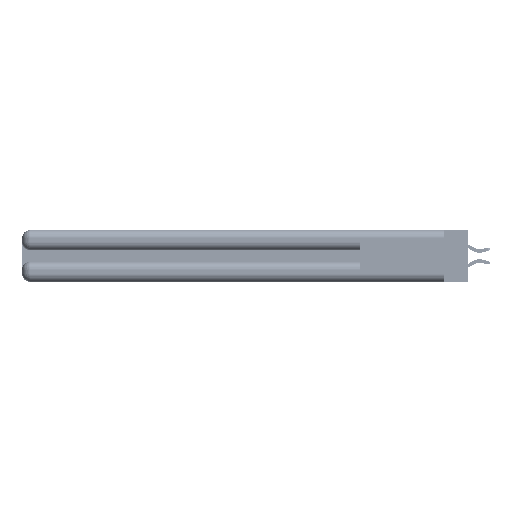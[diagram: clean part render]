
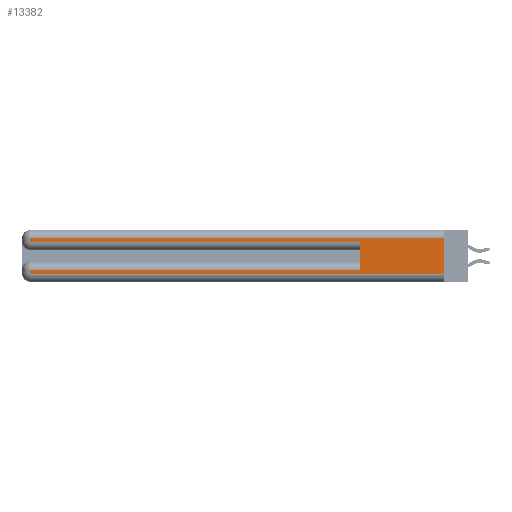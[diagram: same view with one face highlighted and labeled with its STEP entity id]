
A CAD part, left-side view. The second image highlights one B-rep face of the part: STEP entity #13382.
In plain terms, the highlighted planar face has unit normal (-1, 0, 0).
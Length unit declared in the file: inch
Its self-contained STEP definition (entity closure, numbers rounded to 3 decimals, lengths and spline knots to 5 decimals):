
#508 = VERTEX_POINT ( 'NONE', #8727 ) ;
#861 = ORIENTED_EDGE ( 'NONE', *, *, #33372, .F. ) ;
#1126 = CARTESIAN_POINT ( 'NONE',  ( 0., 0., 0.06 ) ) ;
#3279 = DIRECTION ( 'NONE',  ( 0., -1., 0. ) ) ;
#3434 = CARTESIAN_POINT ( 'NONE',  ( 0., 0., 0.31 ) ) ;
#3622 = DIRECTION ( 'NONE',  ( 0., 1., 0. ) ) ;
#3788 = LINE ( 'NONE', #43037, #13202 ) ;
#4506 = VECTOR ( 'NONE', #10680, 39.37008 ) ;
#7765 = ORIENTED_EDGE ( 'NONE', *, *, #12096, .T. ) ;
#8073 = EDGE_CURVE ( 'NONE', #53091, #23554, #15624, .T. ) ;
#8727 = CARTESIAN_POINT ( 'NONE',  ( 0., 0.6, 0.285 ) ) ;
#8742 = EDGE_CURVE ( 'NONE', #16741, #53091, #54183, .T. ) ;
#8814 = CARTESIAN_POINT ( 'NONE',  ( 0., 0.6, 0.085 ) ) ;
#9199 = ORIENTED_EDGE ( 'NONE', *, *, #34370, .T. ) ;
#10680 = DIRECTION ( 'NONE',  ( 0., 1., 0. ) ) ;
#11181 = CARTESIAN_POINT ( 'NONE',  ( 0., 0., 0.37 ) ) ;
#12096 = EDGE_CURVE ( 'NONE', #23554, #508, #28778, .T. ) ;
#13202 = VECTOR ( 'NONE', #3279, 39.37008 ) ;
#13382 = ADVANCED_FACE ( 'NONE', ( #55428 ), #28233, .F. ) ;
#14452 = CARTESIAN_POINT ( 'NONE',  ( 0., 0., 0.085 ) ) ;
#15624 = LINE ( 'NONE', #38131, #43443 ) ;
#15926 = DIRECTION ( 'NONE',  ( 0., 0., -1. ) ) ;
#16292 = DIRECTION ( 'NONE',  ( 0., 0., -1. ) ) ;
#16741 = VERTEX_POINT ( 'NONE', #44069 ) ;
#20366 = DIRECTION ( 'NONE',  ( 0., -1., 0. ) ) ;
#21639 = VERTEX_POINT ( 'NONE', #52864 ) ;
#23554 = VERTEX_POINT ( 'NONE', #24945 ) ;
#23765 = CARTESIAN_POINT ( 'NONE',  ( 0., 0.6, 0.145 ) ) ;
#24155 = CARTESIAN_POINT ( 'NONE',  ( 0., 2.94, 0.31 ) ) ;
#24380 = ORIENTED_EDGE ( 'NONE', *, *, #8742, .T. ) ;
#24945 = CARTESIAN_POINT ( 'NONE',  ( 0., 2.94, 0.285 ) ) ;
#25420 = LINE ( 'NONE', #14452, #4506 ) ;
#26399 = VECTOR ( 'NONE', #3622, 39.37008 ) ;
#27730 = VECTOR ( 'NONE', #34895, 39.37008 ) ;
#28233 = PLANE ( 'NONE',  #49106 ) ;
#28778 = LINE ( 'NONE', #32936, #54527 ) ;
#29593 = CARTESIAN_POINT ( 'NONE',  ( 0., 2.94, 0.37 ) ) ;
#29644 = VECTOR ( 'NONE', #15926, 39.37008 ) ;
#29837 = ORIENTED_EDGE ( 'NONE', *, *, #46637, .T. ) ;
#30572 = LINE ( 'NONE', #23765, #52222 ) ;
#32252 = DIRECTION ( 'NONE',  ( 0., 0., -1. ) ) ;
#32747 = DIRECTION ( 'NONE',  ( 0., 0., 1. ) ) ;
#32936 = CARTESIAN_POINT ( 'NONE',  ( 0., 0., 0.285 ) ) ;
#33226 = VERTEX_POINT ( 'NONE', #1126 ) ;
#33372 = EDGE_CURVE ( 'NONE', #46057, #508, #30572, .T. ) ;
#34370 = EDGE_CURVE ( 'NONE', #21639, #44148, #43993, .T. ) ;
#34394 = LINE ( 'NONE', #41941, #29644 ) ;
#34626 = CARTESIAN_POINT ( 'NONE',  ( 0., 2.94, 0.06 ) ) ;
#34895 = DIRECTION ( 'NONE',  ( 0., 0., -1. ) ) ;
#35525 = EDGE_CURVE ( 'NONE', #16741, #33226, #34394, .T. ) ;
#36981 = DIRECTION ( 'NONE',  ( 1., 0., 0. ) ) ;
#37672 = ORIENTED_EDGE ( 'NONE', *, *, #35525, .F. ) ;
#38131 = CARTESIAN_POINT ( 'NONE',  ( 0., 2.94, 0.37 ) ) ;
#41941 = CARTESIAN_POINT ( 'NONE',  ( 0., 0., 0.37 ) ) ;
#42531 = ORIENTED_EDGE ( 'NONE', *, *, #51849, .T. ) ;
#43037 = CARTESIAN_POINT ( 'NONE',  ( 0., 0., 0.06 ) ) ;
#43372 = ORIENTED_EDGE ( 'NONE', *, *, #8073, .T. ) ;
#43443 = VECTOR ( 'NONE', #16292, 39.37008 ) ;
#43993 = LINE ( 'NONE', #29593, #27730 ) ;
#44069 = CARTESIAN_POINT ( 'NONE',  ( 0., 0., 0.31 ) ) ;
#44148 = VERTEX_POINT ( 'NONE', #34626 ) ;
#46057 = VERTEX_POINT ( 'NONE', #8814 ) ;
#46637 = EDGE_CURVE ( 'NONE', #44148, #33226, #3788, .T. ) ;
#49106 = AXIS2_PLACEMENT_3D ( 'NONE', #11181, #36981, #32252 ) ;
#50146 = EDGE_LOOP ( 'NONE', ( #37672, #24380, #43372, #7765, #861, #42531, #9199, #29837 ) ) ;
#51849 = EDGE_CURVE ( 'NONE', #46057, #21639, #25420, .T. ) ;
#52222 = VECTOR ( 'NONE', #32747, 39.37008 ) ;
#52864 = CARTESIAN_POINT ( 'NONE',  ( 0., 2.94, 0.085 ) ) ;
#53091 = VERTEX_POINT ( 'NONE', #24155 ) ;
#54183 = LINE ( 'NONE', #3434, #26399 ) ;
#54527 = VECTOR ( 'NONE', #20366, 39.37008 ) ;
#55428 = FACE_OUTER_BOUND ( 'NONE', #50146, .T. ) ;
